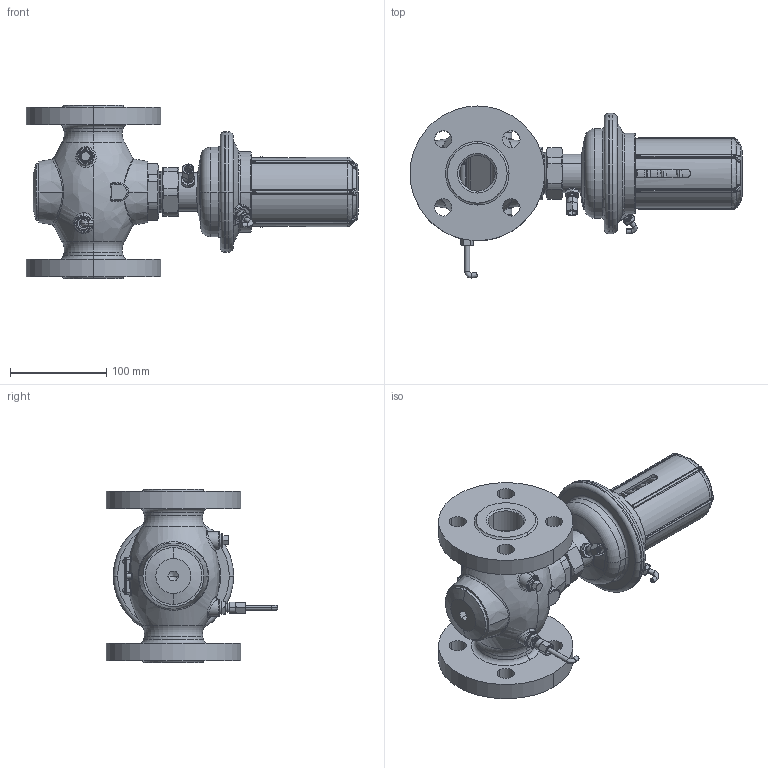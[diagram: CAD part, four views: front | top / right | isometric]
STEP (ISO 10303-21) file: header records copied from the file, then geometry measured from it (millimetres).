
FILE_DESCRIPTION((''),'2;1');
FILE_NAME('003H6372','2015-03-05T',('u317927'),('Danfoss'),'PRO/ENGINEER BY PARAMETRIC TECHNOLOGY CORPORATION, 2014000','PRO/ENGINEER BY PARAMETRIC TECHNOLOGY CORPORATION, 2014000','');
FILE_SCHEMA(('CONFIG_CONTROL_DESIGN'));
Products named in the file (1): 003H6372
Bounding box: 345.1 x 178.58 x 180 mm (x, y, z)
Volume: 1378261.7 mm3; surface area: 375380.9 mm2
Topology: 3 solids, 3 shells, 1587 faces, 3749 edges, 2228 vertices
Faces by surface type: plane 429, cylinder 412, cone 258, bspline 234, torus 232, sphere 22
Entity records: 66104 total; most frequent: CARTESIAN_POINT 30790, ORIENTED_EDGE 7474, DIRECTION 7364, EDGE_CURVE 3737, AXIS2_PLACEMENT_3D 3092, VERTEX_POINT 2228, EDGE_LOOP 1755, CIRCLE 1739
